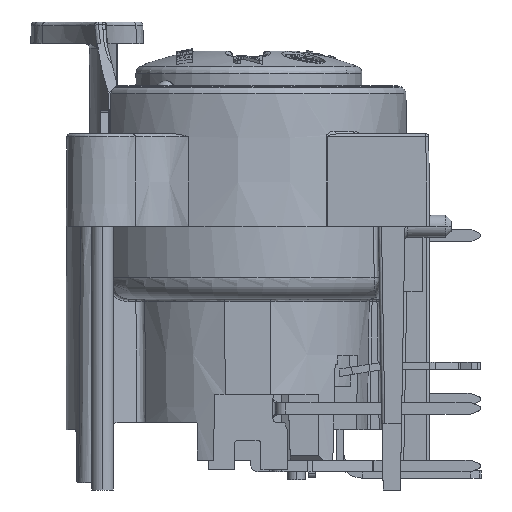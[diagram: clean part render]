
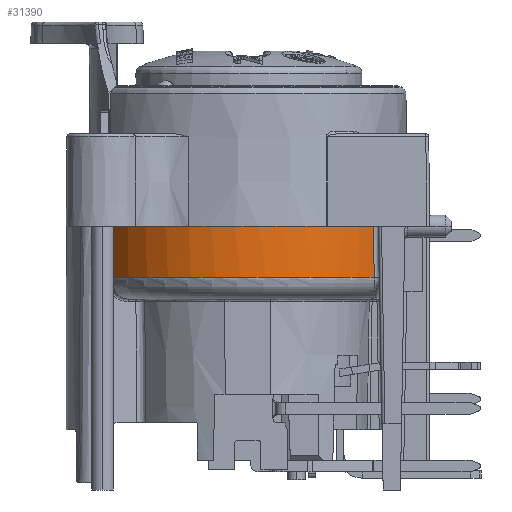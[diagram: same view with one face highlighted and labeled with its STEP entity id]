
A CAD part, left-side view. The second image highlights one B-rep face of the part: STEP entity #31390.
In plain terms, the highlighted conical face has half-angle 1 degrees and reference radius 10.925 mm.
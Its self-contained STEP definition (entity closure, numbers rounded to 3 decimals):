
#2625=CARTESIAN_POINT('',(0.,0.,-6.35));
#2626=DIRECTION('',(0.,0.,-1.));
#2627=DIRECTION('',(-0.928,0.373,0.));
#2628=AXIS2_PLACEMENT_3D('',#2625,#2626,#2627);
#2643=CARTESIAN_POINT('',(-6.743,-8.634,-6.35));
#2654=CARTESIAN_POINT('',(0.,0.,-6.35));
#2655=DIRECTION('',(0.,0.,-1.));
#2656=DIRECTION('',(-0.616,-0.788,0.));
#2657=AXIS2_PLACEMENT_3D('',#2654,#2655,#2656);
#2806=CARTESIAN_POINT('',(-5.745,9.256,
-9.876));
#2807=CARTESIAN_POINT('',(-5.755,9.257,
-9.523));
#2808=CARTESIAN_POINT('',(-5.774,9.26,
-8.791));
#2809=CARTESIAN_POINT('',(-5.804,9.266,
-7.618));
#2810=CARTESIAN_POINT('',(-5.824,9.27,
-6.781));
#2811=CARTESIAN_POINT('',(-5.834,9.273,-6.35));
#2813=CARTESIAN_POINT('',(0.,0.,-6.35));
#2814=DIRECTION('',(0.,0.,1.));
#2815=DIRECTION('',(-0.928,0.373,0.));
#2816=AXIS2_PLACEMENT_3D('',#2813,#2814,#2815);
#2818=CARTESIAN_POINT('',(-6.565,-8.694,
-9.876));
#2819=CARTESIAN_POINT('',(-6.585,-8.687,
-9.484));
#2820=CARTESIAN_POINT('',(-6.625,-8.674,
-8.7));
#2821=CARTESIAN_POINT('',(-6.684,-8.654,
-7.524));
#2822=CARTESIAN_POINT('',(-6.724,-8.641,
-6.741));
#2823=CARTESIAN_POINT('',(-6.743,-8.634,-6.35));
#2825=CARTESIAN_POINT('',(0.,0.,-9.876));
#2826=DIRECTION('',(0.,0.,1.));
#2827=DIRECTION('',(-0.527,0.85,0.));
#2828=AXIS2_PLACEMENT_3D('',#2825,#2826,#2827);
#5816=CARTESIAN_POINT('',(-9.526,-5.411,-6.35));
#5976=CARTESIAN_POINT('',(-10.166,4.085,-6.35));
#11306=CARTESIAN_POINT('',(-6.565,-8.694,
-9.876));
#23600=VERTEX_POINT('',#5976);
#23627=VERTEX_POINT('',#5816);
#24401=CARTESIAN_POINT('',(-5.834,9.273,-6.35));
#24402=VERTEX_POINT('',#24401);
#25031=VERTEX_POINT('',#11306);
#25068=VERTEX_POINT('',#2643);
#25416=VERTEX_POINT('',#2806);
#31373=CARTESIAN_POINT('',(0.,0.,-8.113));
#31374=DIRECTION('',(0.,0.,1.));
#31375=DIRECTION('',(1.,0.,0.));
#31376=AXIS2_PLACEMENT_3D('',#31373,#31374,#31375);
#31377=CONICAL_SURFACE('',#31376,10.925,1.);
#31379=ORIENTED_EDGE('',*,*,#31378,.T.);
#31380=ORIENTED_EDGE('',*,*,#31177,.F.);
#31382=ORIENTED_EDGE('',*,*,#31381,.T.);
#31383=ORIENTED_EDGE('',*,*,#31204,.F.);
#31385=ORIENTED_EDGE('',*,*,#31384,.F.);
#31387=ORIENTED_EDGE('',*,*,#31386,.F.);
#31388=EDGE_LOOP('',(#31379,#31380,#31382,#31383,#31385,#31387));
#31389=FACE_OUTER_BOUND('',#31388,.F.);
#2629=CIRCLE('',#2628,10.956);
#2658=CIRCLE('',#2657,10.956);
#2812=B_SPLINE_CURVE_WITH_KNOTS('',3,(#2806,#2807,#2808,#2809,#2810,#2811),
.UNSPECIFIED.,.F.,.F.,(4,1,1,4),(0.,0.333,0.667,1.),
.UNSPECIFIED.);
#2817=CIRCLE('',#2816,10.956);
#2824=B_SPLINE_CURVE_WITH_KNOTS('',3,(#2818,#2819,#2820,#2821,#2822,#2823),
.UNSPECIFIED.,.F.,.F.,(4,1,1,4),(0.,0.333,0.667,1.),
.UNSPECIFIED.);
#2829=CIRCLE('',#2828,10.894);
#31177=EDGE_CURVE('',#23600,#24402,#2629,.T.);
#31204=EDGE_CURVE('',#25068,#23627,#2658,.T.);
#31378=EDGE_CURVE('',#25416,#24402,#2812,.T.);
#31381=EDGE_CURVE('',#23600,#23627,#2817,.T.);
#31384=EDGE_CURVE('',#25031,#25068,#2824,.T.);
#31386=EDGE_CURVE('',#25416,#25031,#2829,.T.);
#31390=ADVANCED_FACE('',(#31389),#31377,.T.);
